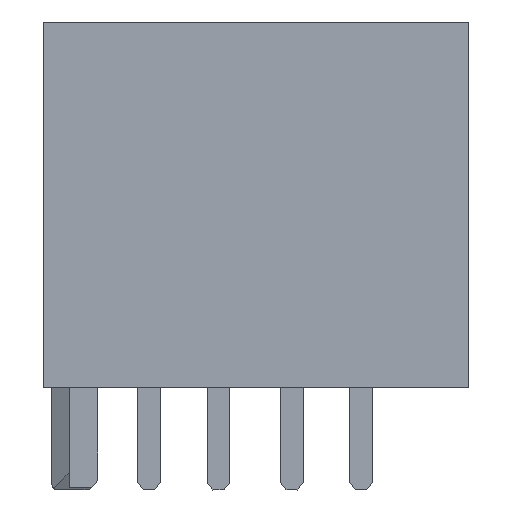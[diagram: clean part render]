
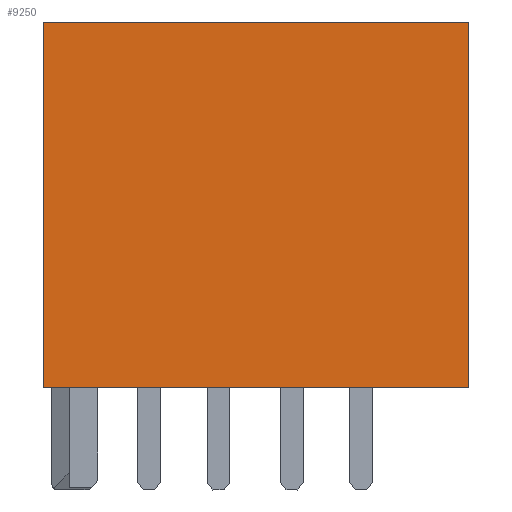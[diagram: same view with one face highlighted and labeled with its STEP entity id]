
A CAD part, left-side view. The second image highlights one B-rep face of the part: STEP entity #9250.
In plain terms, the highlighted face is planar.
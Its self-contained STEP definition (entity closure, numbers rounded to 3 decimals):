
#907=ORIENTED_EDGE('',*,*,#3506,.F.);
#908=ORIENTED_EDGE('',*,*,#3189,.F.);
#909=ORIENTED_EDGE('',*,*,#3507,.F.);
#910=ORIENTED_EDGE('',*,*,#3508,.F.);
#3189=EDGE_CURVE('',#4552,#4553,#5443,.T.);
#3506=EDGE_CURVE('',#4553,#4762,#5752,.T.);
#3507=EDGE_CURVE('',#4763,#4552,#5753,.T.);
#3508=EDGE_CURVE('',#4762,#4763,#5754,.T.);
#4552=VERTEX_POINT('',#13214);
#4553=VERTEX_POINT('',#13216);
#4762=VERTEX_POINT('',#13806);
#4763=VERTEX_POINT('',#13808);
#5443=LINE('',#13215,#6762);
#5752=LINE('',#13805,#7071);
#5753=LINE('',#13807,#7072);
#5754=LINE('',#13809,#7073);
#6762=VECTOR('',#10543,1000.);
#7071=VECTOR('',#10996,1000.);
#7072=VECTOR('',#10997,1000.);
#7073=VECTOR('',#10998,1000.);
#7847=EDGE_LOOP('',(#907,#908,#909,#910));
#8335=FACE_BOUND('',#7847,.T.);
#8809=PLANE('',#9751);
#9250=ADVANCED_FACE('',(#8335),#8809,.F.);
#9751=AXIS2_PLACEMENT_3D('',#13804,#10994,#10995);
#10543=DIRECTION('',(1.,0.,0.));
#10994=DIRECTION('',(0.,1.,0.));
#10995=DIRECTION('',(0.,0.,1.));
#10996=DIRECTION('',(0.,0.,-1.));
#10997=DIRECTION('',(0.,0.,1.));
#10998=DIRECTION('',(-1.,0.,0.));
#13214=CARTESIAN_POINT('',(-7.45,0.,6.4));
#13215=CARTESIAN_POINT('',(-7.45,0.,6.4));
#13216=CARTESIAN_POINT('',(7.45,0.,6.4));
#13804=CARTESIAN_POINT('',(0.,0.,0.));
#13805=CARTESIAN_POINT('',(7.45,0.,6.4));
#13806=CARTESIAN_POINT('',(7.45,0.,-6.4));
#13807=CARTESIAN_POINT('',(-7.45,0.,-6.4));
#13808=CARTESIAN_POINT('',(-7.45,0.,-6.4));
#13809=CARTESIAN_POINT('',(7.45,0.,-6.4));
